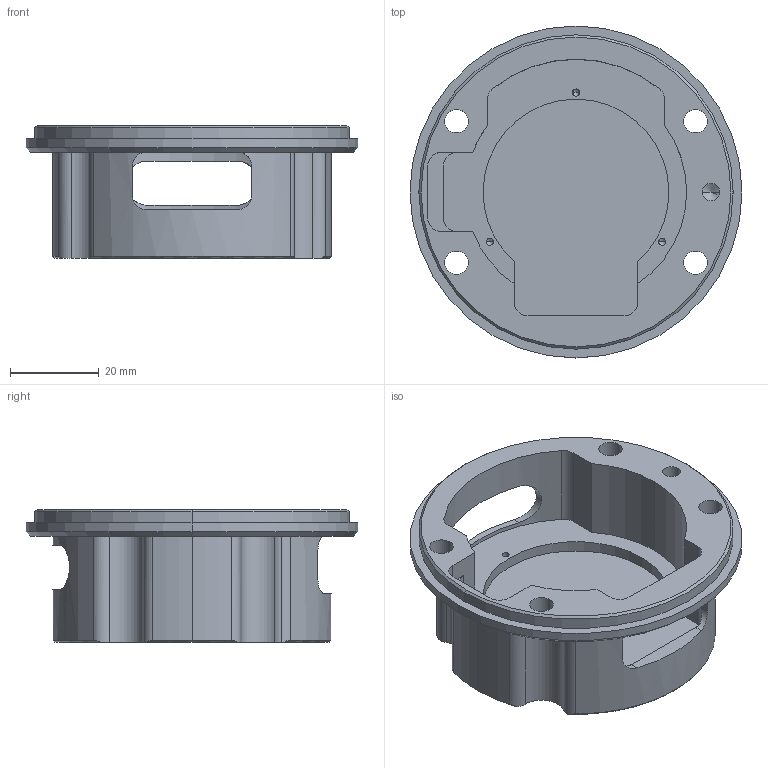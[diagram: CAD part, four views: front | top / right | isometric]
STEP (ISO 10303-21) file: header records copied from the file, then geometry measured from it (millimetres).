
FILE_DESCRIPTION (( 'STEP AP214' ), '1' );
FILE_NAME ('KR13890-A.step', '2018-11-30T17:04:08', ( '' ), ( '' ), 'SwSTEP 2.0', 'SolidWorks 2018', '' );
FILE_SCHEMA (( 'AUTOMOTIVE_DESIGN' ));
Length unit declared in the file: millimetre
Products named in the file (1): KR13890-A
Bounding box: 75 x 75 x 30 mm (x, y, z)
Volume: 37857.6 mm3; surface area: 19668.3 mm2
Topology: 1 solids, 1 shells, 127 faces, 345 edges, 213 vertices
Faces by surface type: cylinder 75, cone 29, plane 23
Entity records: 4447 total; most frequent: CARTESIAN_POINT 1022, DIRECTION 723, ORIENTED_EDGE 654, EDGE_CURVE 327, AXIS2_PLACEMENT_3D 288, VERTEX_POINT 213, CIRCLE 160, EDGE_LOOP 150
